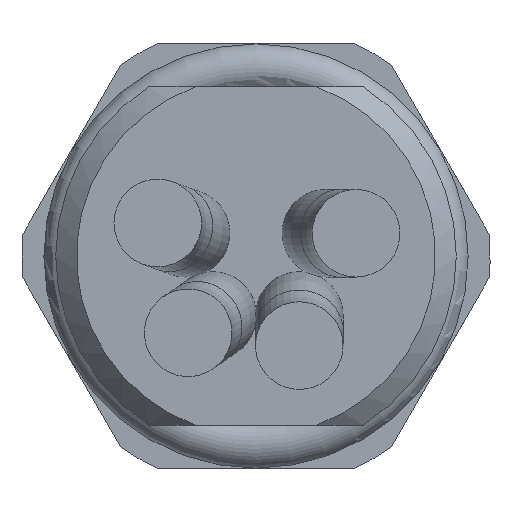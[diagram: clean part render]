
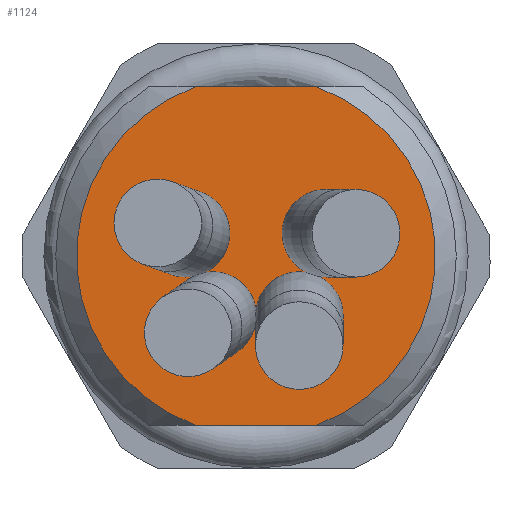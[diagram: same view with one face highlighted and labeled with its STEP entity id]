
A CAD part, front view. The second image highlights one B-rep face of the part: STEP entity #1124.
In plain terms, the highlighted planar face has unit normal (0, -1, 0).
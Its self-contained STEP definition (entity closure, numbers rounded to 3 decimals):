
#399=FACE_BOUND('',#1674,.T.);
#400=FACE_BOUND('',#1675,.T.);
#624=LINE('',#7171,#892);
#627=LINE('',#7192,#895);
#892=VECTOR('',#4902,1.);
#895=VECTOR('',#4907,1.);
#1124=ADVANCED_FACE('',(#399,#400),#1243,.T.);
#1243=PLANE('',#4082);
#1674=EDGE_LOOP('',(#2615,#2616,#2617,#2618));
#1675=EDGE_LOOP('',(#2619,#2620,#2621,#2622,#2623,#2624));
#2615=ORIENTED_EDGE('',*,*,#3580,.F.);
#2616=ORIENTED_EDGE('',*,*,#3593,.T.);
#2617=ORIENTED_EDGE('',*,*,#3586,.F.);
#2618=ORIENTED_EDGE('',*,*,#3594,.T.);
#2619=ORIENTED_EDGE('',*,*,#3535,.F.);
#2620=ORIENTED_EDGE('',*,*,#3550,.F.);
#2621=ORIENTED_EDGE('',*,*,#3547,.F.);
#2622=ORIENTED_EDGE('',*,*,#3544,.F.);
#2623=ORIENTED_EDGE('',*,*,#3541,.F.);
#2624=ORIENTED_EDGE('',*,*,#3538,.F.);
#3045=VERTEX_POINT('',#6929);
#3046=VERTEX_POINT('',#6931);
#3048=VERTEX_POINT('',#6937);
#3050=VERTEX_POINT('',#6943);
#3052=VERTEX_POINT('',#6949);
#3054=VERTEX_POINT('',#6955);
#3078=VERTEX_POINT('',#7170);
#3079=VERTEX_POINT('',#7172);
#3083=VERTEX_POINT('',#7191);
#3084=VERTEX_POINT('',#7193);
#3535=EDGE_CURVE('',#3045,#3046,#3748,.T.);
#3538=EDGE_CURVE('',#3046,#3048,#3750,.T.);
#3541=EDGE_CURVE('',#3048,#3050,#3752,.T.);
#3544=EDGE_CURVE('',#3050,#3052,#3754,.T.);
#3547=EDGE_CURVE('',#3052,#3054,#3756,.T.);
#3550=EDGE_CURVE('',#3054,#3045,#3758,.T.);
#3580=EDGE_CURVE('',#3078,#3079,#624,.T.);
#3586=EDGE_CURVE('',#3083,#3084,#627,.T.);
#3593=EDGE_CURVE('',#3078,#3084,#3779,.T.);
#3594=EDGE_CURVE('',#3083,#3079,#3780,.T.);
#3748=CIRCLE('',#4018,1.75);
#3750=CIRCLE('',#4021,1.75);
#3752=CIRCLE('',#4024,1.75);
#3754=CIRCLE('',#4027,1.75);
#3756=CIRCLE('',#4030,1.75);
#3758=CIRCLE('',#4033,1.75);
#3779=CIRCLE('',#4079,7.172);
#3780=CIRCLE('',#4081,7.172);
#4018=AXIS2_PLACEMENT_3D('',#6930,#4787,#4788);
#4021=AXIS2_PLACEMENT_3D('',#6936,#4794,#4795);
#4024=AXIS2_PLACEMENT_3D('',#6942,#4801,#4802);
#4027=AXIS2_PLACEMENT_3D('',#6948,#4808,#4809);
#4030=AXIS2_PLACEMENT_3D('',#6954,#4815,#4816);
#4033=AXIS2_PLACEMENT_3D('',#6960,#4822,#4823);
#4079=AXIS2_PLACEMENT_3D('',#7211,#4920,#4921);
#4081=AXIS2_PLACEMENT_3D('',#7213,#4924,#4925);
#4082=AXIS2_PLACEMENT_3D('',#7214,#4926,#4927);
#4787=DIRECTION('',(0.,-1.,0.));
#4788=DIRECTION('',(0.,0.,1.));
#4794=DIRECTION('',(0.,-1.,0.));
#4795=DIRECTION('',(0.,0.,1.));
#4801=DIRECTION('',(0.,-1.,0.));
#4802=DIRECTION('',(0.,0.,1.));
#4808=DIRECTION('',(0.,-1.,0.));
#4809=DIRECTION('',(0.,0.,1.));
#4815=DIRECTION('',(0.,-1.,0.));
#4816=DIRECTION('',(0.,0.,1.));
#4822=DIRECTION('',(0.,-1.,0.));
#4823=DIRECTION('',(0.,0.,1.));
#4902=DIRECTION('',(1.,0.,0.));
#4907=DIRECTION('',(-1.,0.,0.));
#4920=DIRECTION('',(0.,-1.,0.));
#4921=DIRECTION('',(0.,0.,-1.));
#4924=DIRECTION('',(0.,-1.,0.));
#4925=DIRECTION('',(0.,0.,-1.));
#4926=DIRECTION('',(0.,-1.,0.));
#4927=DIRECTION('',(0.,0.,-1.));
#6929=CARTESIAN_POINT('',(47.475,50.,-0.82));
#6930=CARTESIAN_POINT('',(48.272,50.,-2.379));
#6931=CARTESIAN_POINT('',(50.,50.,-2.655));
#6936=CARTESIAN_POINT('',(51.728,50.,-2.379));
#6937=CARTESIAN_POINT('',(52.525,50.,-0.82));
#6942=CARTESIAN_POINT('',(52.796,50.,0.909));
#6943=CARTESIAN_POINT('',(52.,50.,-0.65));
#6948=CARTESIAN_POINT('',(51.728,50.,-2.379));
#6949=CARTESIAN_POINT('',(50.,50.,-2.102));
#6954=CARTESIAN_POINT('',(48.272,50.,-2.379));
#6955=CARTESIAN_POINT('',(48.,50.,-0.65));
#6960=CARTESIAN_POINT('',(47.204,50.,0.909));
#7170=CARTESIAN_POINT('',(47.576,50.,6.75));
#7171=CARTESIAN_POINT('',(55.85,50.,6.75));
#7172=CARTESIAN_POINT('',(52.424,50.,6.75));
#7191=CARTESIAN_POINT('',(52.424,50.,-6.75));
#7192=CARTESIAN_POINT('',(55.85,50.,-6.75));
#7193=CARTESIAN_POINT('',(47.576,50.,-6.75));
#7211=CARTESIAN_POINT('',(50.,50.,0.));
#7213=CARTESIAN_POINT('',(50.,50.,0.));
#7214=CARTESIAN_POINT('',(55.85,50.,0.));
